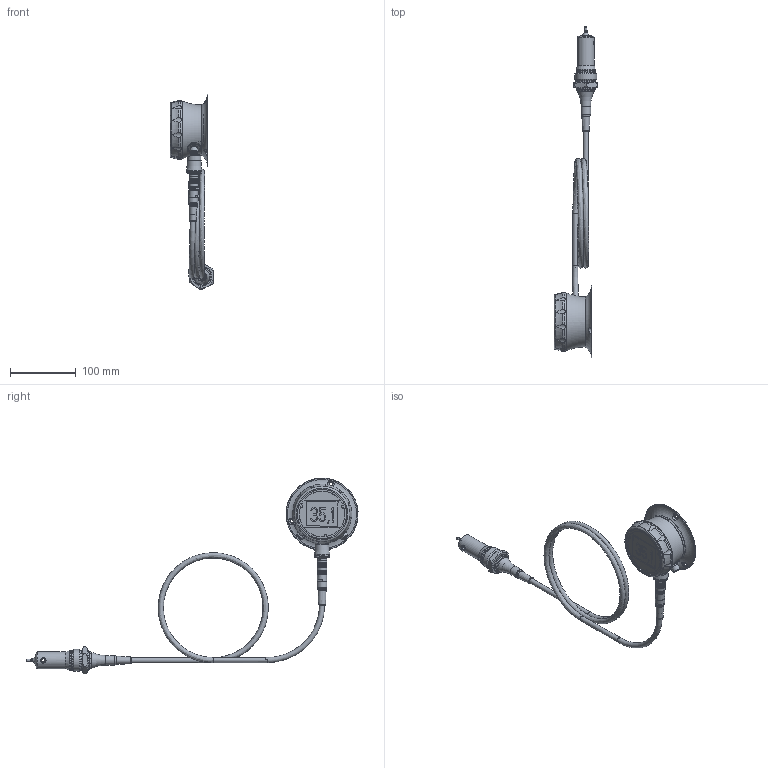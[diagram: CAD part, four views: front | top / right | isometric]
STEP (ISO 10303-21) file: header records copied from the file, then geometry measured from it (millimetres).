
FILE_DESCRIPTION( ( 'Unknown' ), '1' );
FILE_NAME( 'AFI5-A731.4002.0300.stp', 'Unknown', ( 'Unknown' ), ( 'Unknown' ), 'PSStep 15.0.49', 'Unknown', ' ' );
FILE_SCHEMA( ( 'AUTOMOTIVE_DESIGN { 1 0 10303 214 1 1 1 1 }' ) );
Length unit declared in the file: millimetre
Products named in the file (1): 11140665
Bounding box: 66.93 x 506.74 x 298.92 mm (x, y, z)
Volume: 221888.1 mm3; surface area: 134236.4 mm2
Topology: 1 solids, 11 shells, 781 faces, 1903 edges, 1249 vertices
Faces by surface type: plane 331, cylinder 238, cone 120, torus 74, bspline 14, sphere 4
Full cylindrical faces by diameter (mm): 1 x24, 1.25 x1, 1.64 x4, 2.3 x1, 3 x1, 3.4 x2, 3.5 x1, 5 x1, 5.1 x3, 6 x2, 6.2 x1, 6.3 x1, 7.709 x1, 7.75 x1, 7.8 x5, 7.9 x1, 8.3 x1, 8.4 x1, 8.75 x2, 8.97 x1, 9 x2, 9.5 x1, 10 x2, 10.2 x1, 10.29 x1, 10.5 x2, 11.3 x3, 11.741 x2, 12 x6, 12.5 x1
Entity records: 30524 total; most frequent: CARTESIAN_POINT 7796, DIRECTION 3456, ORIENTED_EDGE 2964, EDGE_CURVE 1482, AXIS2_PLACEMENT_3D 1434, EDGE_LOOP 1191, VERTEX_POINT 1102, FACE_OUTER_BOUND 967
